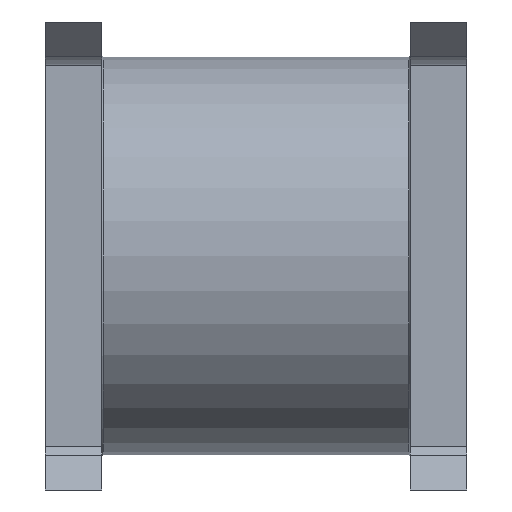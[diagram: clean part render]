
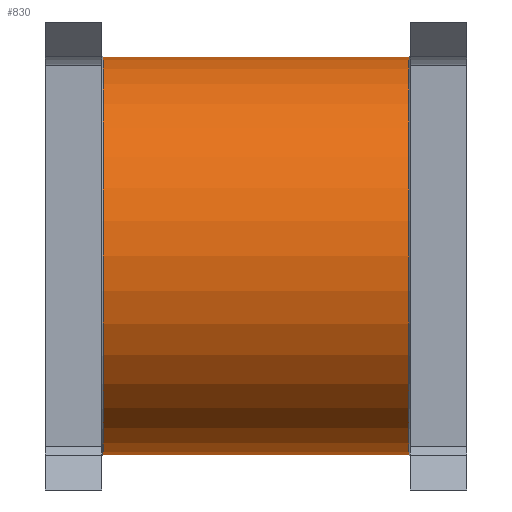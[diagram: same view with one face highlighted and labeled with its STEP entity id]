
A CAD part, left-side view. The second image highlights one B-rep face of the part: STEP entity #830.
In plain terms, the highlighted cylindrical face has radius 21.25 mm (diameter 42.5 mm), a partial arc.
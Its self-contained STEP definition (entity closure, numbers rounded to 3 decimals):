
#16 = VERTEX_POINT ( 'NONE', #1436 ) ;
#26 = EDGE_CURVE ( 'NONE', #765, #1119, #86, .T. ) ;
#86 = CIRCLE ( 'NONE', #1251, 21.25 ) ;
#148 = EDGE_CURVE ( 'NONE', #16, #629, #1300, .T. ) ;
#217 = EDGE_CURVE ( 'NONE', #629, #765, #1522, .T. ) ;
#249 = CARTESIAN_POINT ( 'NONE',  ( 0., 0., 21.25 ) ) ;
#380 = CARTESIAN_POINT ( 'NONE',  ( 0., 0., 0. ) ) ;
#459 = EDGE_CURVE ( 'NONE', #16, #1119, #1193, .T. ) ;
#541 = VECTOR ( 'NONE', #1035, 1000. ) ;
#621 = DIRECTION ( 'NONE',  ( 0., -1., 0. ) ) ;
#629 = VERTEX_POINT ( 'NONE', #1233 ) ;
#748 = EDGE_LOOP ( 'NONE', ( #1684, #1691, #1267, #845 ) ) ;
#765 = VERTEX_POINT ( 'NONE', #1260 ) ;
#807 = DIRECTION ( 'NONE',  ( 0., 0., -1. ) ) ;
#830 = ADVANCED_FACE ( 'NONE', ( #1089 ), #1646, .T. ) ;
#845 = ORIENTED_EDGE ( 'NONE', *, *, #217, .F. ) ;
#1003 = DIRECTION ( 'NONE',  ( 0., 0., 1. ) ) ;
#1035 = DIRECTION ( 'NONE',  ( 0., -1., 0. ) ) ;
#1040 = VECTOR ( 'NONE', #1254, 1000. ) ;
#1077 = AXIS2_PLACEMENT_3D ( 'NONE', #380, #1836, #1003 ) ;
#1089 = FACE_OUTER_BOUND ( 'NONE', #748, .T. ) ;
#1119 = VERTEX_POINT ( 'NONE', #1462 ) ;
#1193 = LINE ( 'NONE', #1761, #541 ) ;
#1205 = CARTESIAN_POINT ( 'NONE',  ( 0., 16.3, 0. ) ) ;
#1233 = CARTESIAN_POINT ( 'NONE',  ( 0., 16.3, 21.25 ) ) ;
#1251 = AXIS2_PLACEMENT_3D ( 'NONE', #1729, #621, #1442 ) ;
#1254 = DIRECTION ( 'NONE',  ( 0., -1., 0. ) ) ;
#1260 = CARTESIAN_POINT ( 'NONE',  ( 0., -16.3, 21.25 ) ) ;
#1267 = ORIENTED_EDGE ( 'NONE', *, *, #26, .F. ) ;
#1300 = CIRCLE ( 'NONE', #1537, 21.25 ) ;
#1436 = CARTESIAN_POINT ( 'NONE',  ( 0., 16.3, -21.25 ) ) ;
#1442 = DIRECTION ( 'NONE',  ( 0., 0., -1. ) ) ;
#1460 = DIRECTION ( 'NONE',  ( 0., 1., 0. ) ) ;
#1462 = CARTESIAN_POINT ( 'NONE',  ( 0., -16.3, -21.25 ) ) ;
#1522 = LINE ( 'NONE', #249, #1040 ) ;
#1537 = AXIS2_PLACEMENT_3D ( 'NONE', #1205, #1460, #807 ) ;
#1646 = CYLINDRICAL_SURFACE ( 'NONE', #1077, 21.25 ) ;
#1684 = ORIENTED_EDGE ( 'NONE', *, *, #148, .F. ) ;
#1691 = ORIENTED_EDGE ( 'NONE', *, *, #459, .T. ) ;
#1729 = CARTESIAN_POINT ( 'NONE',  ( 0., -16.3, 0. ) ) ;
#1761 = CARTESIAN_POINT ( 'NONE',  ( 0., 0., -21.25 ) ) ;
#1836 = DIRECTION ( 'NONE',  ( 0., -1., 0. ) ) ;
